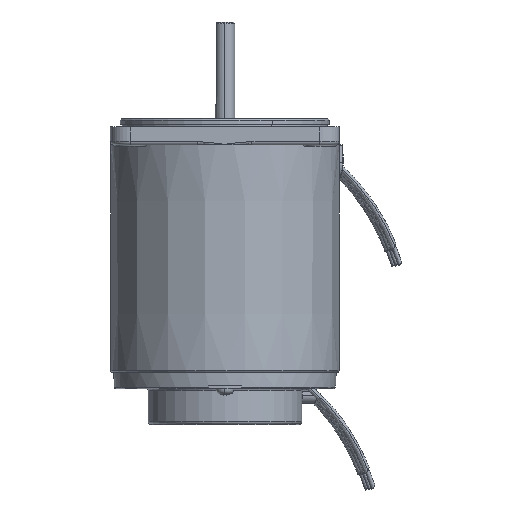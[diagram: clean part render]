
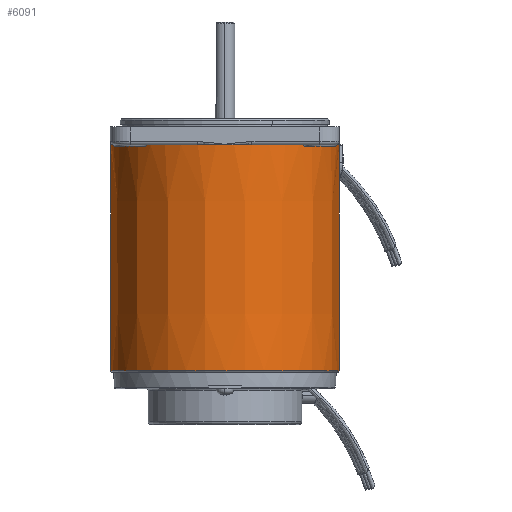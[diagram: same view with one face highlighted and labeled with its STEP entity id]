
A CAD part, left-side view. The second image highlights one B-rep face of the part: STEP entity #6091.
In plain terms, the highlighted conical face has half-angle 0.1 degrees and reference radius 34.869 mm.
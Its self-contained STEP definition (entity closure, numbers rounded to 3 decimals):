
#1014 = CARTESIAN_POINT ( 'NONE',  ( 0., 0., -6. ) ) ;
#1027 = CARTESIAN_POINT ( 'NONE',  ( 0., 0., -6. ) ) ;
#1028 = CARTESIAN_POINT ( 'NONE',  ( 0., 0., -75.001 ) ) ;
#1031 = CIRCLE ( 'NONE', #1080, 34.99 ) ;
#1034 = DIRECTION ( 'NONE',  ( -1., 0., 0. ) ) ;
#1035 = DIRECTION ( 'NONE',  ( 0., 0., -1. ) ) ;
#1036 = CARTESIAN_POINT ( 'NONE',  ( 0., 0., -6. ) ) ;
#1037 = AXIS2_PLACEMENT_3D ( 'NONE', #1036, #1035, #1034 ) ;
#1038 = CIRCLE ( 'NONE', #1037, 34.99 ) ;
#1073 = CONICAL_SURFACE ( 'NONE', #1116, 34.869, 0.002 ) ;
#1074 = CARTESIAN_POINT ( 'NONE',  ( -8.262, 34., -6. ) ) ;
#1079 = DIRECTION ( 'NONE',  ( 0., 0., -1. ) ) ;
#1080 = AXIS2_PLACEMENT_3D ( 'NONE', #1027, #1079, #1153 ) ;
#1081 = CARTESIAN_POINT ( 'NONE',  ( 34., 8.262, -6. ) ) ;
#1082 = CARTESIAN_POINT ( 'NONE',  ( 8.262, 34., -6. ) ) ;
#1085 = DIRECTION ( 'NONE',  ( 0., 0., 1. ) ) ;
#1090 = CARTESIAN_POINT ( 'NONE',  ( -34., 8.262, -6. ) ) ;
#1103 = DIRECTION ( 'NONE',  ( -1., 0., 0. ) ) ;
#1104 = DIRECTION ( 'NONE',  ( 0., 0., -1. ) ) ;
#1111 = AXIS2_PLACEMENT_3D ( 'NONE', #1014, #1104, #1103 ) ;
#1113 = CIRCLE ( 'NONE', #1111, 34.99 ) ;
#1116 = AXIS2_PLACEMENT_3D ( 'NONE', #1120, #1085, #1136 ) ;
#1120 = CARTESIAN_POINT ( 'NONE',  ( 0., 0., -75.001 ) ) ;
#1129 = CIRCLE ( 'NONE', #1132, 34.869 ) ;
#1131 = DIRECTION ( 'NONE',  ( 1., 0., 0. ) ) ;
#1132 = AXIS2_PLACEMENT_3D ( 'NONE', #1028, #1152, #1131 ) ;
#1136 = DIRECTION ( 'NONE',  ( 1., 0., 0. ) ) ;
#1138 = FACE_OUTER_BOUND ( 'NONE', #6092, .T. ) ;
#1152 = DIRECTION ( 'NONE',  ( 0., 0., 1. ) ) ;
#1153 = DIRECTION ( 'NONE',  ( -1., 0., 0. ) ) ;
#1314 = DIRECTION ( 'NONE',  ( -0.002, 0., 1. ) ) ;
#1315 = VECTOR ( 'NONE', #1314, 1000. ) ;
#1318 = CARTESIAN_POINT ( 'NONE',  ( 34.869, 0., -75.001 ) ) ;
#1320 = DIRECTION ( 'NONE',  ( -1., 0., 0. ) ) ;
#1321 = DIRECTION ( 'NONE',  ( 0., 0., -1. ) ) ;
#1322 = AXIS2_PLACEMENT_3D ( 'NONE', #1355, #1321, #1320 ) ;
#1324 = CARTESIAN_POINT ( 'NONE',  ( -34.99, 0., -6. ) ) ;
#1325 = CARTESIAN_POINT ( 'NONE',  ( -34.869, 0., -75.001 ) ) ;
#1352 = CIRCLE ( 'NONE', #1322, 34.99 ) ;
#1353 = CARTESIAN_POINT ( 'NONE',  ( -34.869, 0., -75.001 ) ) ;
#1354 = LINE ( 'NONE', #1353, #1315 ) ;
#1355 = CARTESIAN_POINT ( 'NONE',  ( 0., 0., -6. ) ) ;
#4609 = LINE ( 'NONE', #4668, #4610 ) ;
#4610 = VECTOR ( 'NONE', #4649, 1000. ) ;
#4638 = CIRCLE ( 'NONE', #4641, 34.99 ) ;
#4641 = AXIS2_PLACEMENT_3D ( 'NONE', #4711, #4710, #4709 ) ;
#4649 = DIRECTION ( 'NONE',  ( 0.002, 0., 1. ) ) ;
#4668 = CARTESIAN_POINT ( 'NONE',  ( 34.869, 0., -75.001 ) ) ;
#4669 = CARTESIAN_POINT ( 'NONE',  ( 34.99, 0., -6. ) ) ;
#4709 = DIRECTION ( 'NONE',  ( -1., 0., 0. ) ) ;
#4710 = DIRECTION ( 'NONE',  ( 0., 0., -1. ) ) ;
#4711 = CARTESIAN_POINT ( 'NONE',  ( 0., 0., -6. ) ) ;
#5957 = ORIENTED_EDGE ( 'NONE', *, *, #6072, .T. ) ;
#5977 = ORIENTED_EDGE ( 'NONE', *, *, #6064, .F. ) ;
#6064 = EDGE_CURVE ( 'NONE', #6154, #6071, #4609, .T. ) ;
#6071 = VERTEX_POINT ( 'NONE', #4669 ) ;
#6072 = EDGE_CURVE ( 'NONE', #6103, #6071, #4638, .T. ) ;
#6091 = ADVANCED_FACE ( 'NONE', ( #1138 ), #1073, .T. ) ;
#6092 = EDGE_LOOP ( 'NONE', ( #6106, #6105, #6107, #6101, #6155, #6149, #5957, #5977 ) ) ;
#6094 = VERTEX_POINT ( 'NONE', #1082 ) ;
#6101 = ORIENTED_EDGE ( 'NONE', *, *, #6108, .T. ) ;
#6102 = EDGE_CURVE ( 'NONE', #6110, #6094, #1031, .T. ) ;
#6103 = VERTEX_POINT ( 'NONE', #1081 ) ;
#6104 = VERTEX_POINT ( 'NONE', #1090 ) ;
#6105 = ORIENTED_EDGE ( 'NONE', *, *, #6153, .T. ) ;
#6106 = ORIENTED_EDGE ( 'NONE', *, *, #6109, .T. ) ;
#6107 = ORIENTED_EDGE ( 'NONE', *, *, #6150, .T. ) ;
#6108 = EDGE_CURVE ( 'NONE', #6104, #6110, #1038, .T. ) ;
#6109 = EDGE_CURVE ( 'NONE', #6154, #6151, #1129, .T. ) ;
#6110 = VERTEX_POINT ( 'NONE', #1074 ) ;
#6148 = EDGE_CURVE ( 'NONE', #6094, #6103, #1113, .T. ) ;
#6149 = ORIENTED_EDGE ( 'NONE', *, *, #6148, .T. ) ;
#6150 = EDGE_CURVE ( 'NONE', #6152, #6104, #1352, .T. ) ;
#6151 = VERTEX_POINT ( 'NONE', #1325 ) ;
#6152 = VERTEX_POINT ( 'NONE', #1324 ) ;
#6153 = EDGE_CURVE ( 'NONE', #6151, #6152, #1354, .T. ) ;
#6154 = VERTEX_POINT ( 'NONE', #1318 ) ;
#6155 = ORIENTED_EDGE ( 'NONE', *, *, #6102, .T. ) ;
